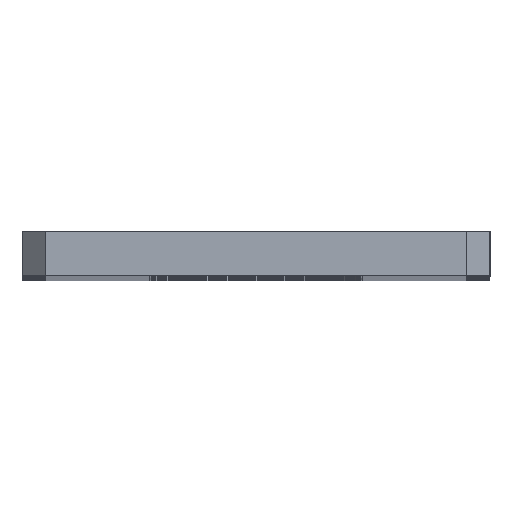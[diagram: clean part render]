
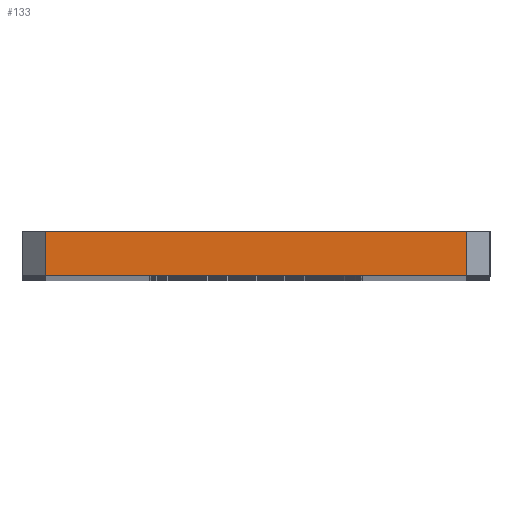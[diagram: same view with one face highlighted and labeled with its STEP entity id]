
A CAD part, top view. The second image highlights one B-rep face of the part: STEP entity #133.
In plain terms, the highlighted planar face has unit normal (0, 0, 1).
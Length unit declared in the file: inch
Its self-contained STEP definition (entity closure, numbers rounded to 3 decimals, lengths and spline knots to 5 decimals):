
#133 = ADVANCED_FACE ( 'NONE', ( #875 ), #869, .F. ) ;
#134 = EDGE_LOOP ( 'NONE', ( #135, #136, #138, #139 ) ) ;
#135 = ORIENTED_EDGE ( 'NONE', *, *, #557, .T. ) ;
#136 = ORIENTED_EDGE ( 'NONE', *, *, #137, .T. ) ;
#137 = EDGE_CURVE ( 'NONE', #555, #439, #864, .T. ) ;
#138 = ORIENTED_EDGE ( 'NONE', *, *, #400, .F. ) ;
#139 = ORIENTED_EDGE ( 'NONE', *, *, #140, .T. ) ;
#140 = EDGE_CURVE ( 'NONE', #398, #730, #860, .T. ) ;
#398 = VERTEX_POINT ( 'NONE', #1287 ) ;
#400 = EDGE_CURVE ( 'NONE', #398, #439, #1286, .T. ) ;
#439 = VERTEX_POINT ( 'NONE', #1641 ) ;
#555 = VERTEX_POINT ( 'NONE', #1687 ) ;
#557 = EDGE_CURVE ( 'NONE', #730, #555, #1686, .T. ) ;
#730 = VERTEX_POINT ( 'NONE', #2006 ) ;
#857 = DIRECTION ( 'NONE',  ( 0., -1., 0. ) ) ;
#858 = VECTOR ( 'NONE', #857, 39.37008 ) ;
#859 = CARTESIAN_POINT ( 'NONE',  ( -0.18, 0.038, 1.25 ) ) ;
#860 = LINE ( 'NONE', #859, #858 ) ;
#861 = DIRECTION ( 'NONE',  ( 0., 1., 0. ) ) ;
#862 = VECTOR ( 'NONE', #861, 39.37008 ) ;
#863 = CARTESIAN_POINT ( 'NONE',  ( 0.18, 0.038, 1.25 ) ) ;
#864 = LINE ( 'NONE', #863, #862 ) ;
#865 = DIRECTION ( 'NONE',  ( -1., 0., 0. ) ) ;
#866 = DIRECTION ( 'NONE',  ( 0., 0., -1. ) ) ;
#867 = AXIS2_PLACEMENT_3D ( 'NONE', #868, #866, #865 ) ;
#868 = CARTESIAN_POINT ( 'NONE',  ( -0.2, 0.038, 1.25 ) ) ;
#869 = PLANE ( 'NONE',  #867 ) ;
#875 = FACE_OUTER_BOUND ( 'NONE', #134, .T. ) ;
#1283 = DIRECTION ( 'NONE',  ( 1., 0., 0. ) ) ;
#1284 = VECTOR ( 'NONE', #1283, 39.37008 ) ;
#1285 = CARTESIAN_POINT ( 'NONE',  ( -0.2, 0.038, 1.25 ) ) ;
#1286 = LINE ( 'NONE', #1285, #1284 ) ;
#1287 = CARTESIAN_POINT ( 'NONE',  ( -0.18, 0.038, 1.25 ) ) ;
#1641 = CARTESIAN_POINT ( 'NONE',  ( 0.18, 0.038, 1.25 ) ) ;
#1683 = DIRECTION ( 'NONE',  ( 1., 0., 0. ) ) ;
#1684 = VECTOR ( 'NONE', #1683, 39.37008 ) ;
#1685 = CARTESIAN_POINT ( 'NONE',  ( -0.2, 0., 1.25 ) ) ;
#1686 = LINE ( 'NONE', #1685, #1684 ) ;
#1687 = CARTESIAN_POINT ( 'NONE',  ( 0.18, 0., 1.25 ) ) ;
#2006 = CARTESIAN_POINT ( 'NONE',  ( -0.18, 0., 1.25 ) ) ;
